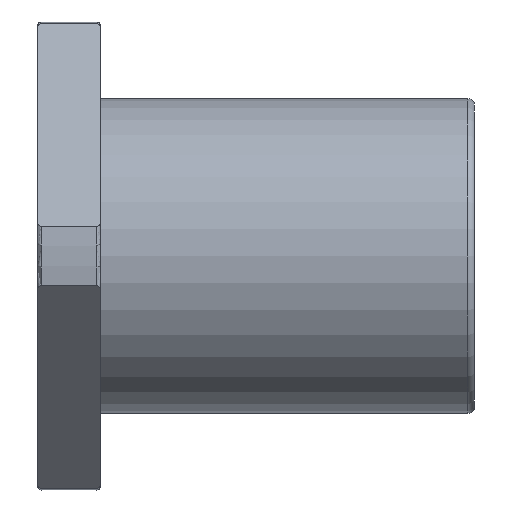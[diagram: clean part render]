
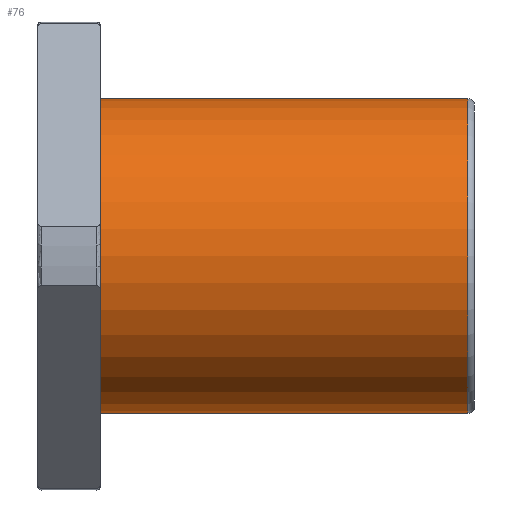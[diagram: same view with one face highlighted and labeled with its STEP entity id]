
A CAD part, front view. The second image highlights one B-rep face of the part: STEP entity #76.
In plain terms, the highlighted cylindrical face has radius 45 mm (diameter 90 mm), a full revolution.
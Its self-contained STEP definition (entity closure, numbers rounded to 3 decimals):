
#76 = ADVANCED_FACE( '', ( #176, #177 ), #178, .T. );
#176 = FACE_OUTER_BOUND( '', #319, .T. );
#177 = FACE_OUTER_BOUND( '', #320, .T. );
#178 = CYLINDRICAL_SURFACE( '', #321, 45. );
#319 = EDGE_LOOP( '', ( #495 ) );
#320 = EDGE_LOOP( '', ( #496 ) );
#321 = AXIS2_PLACEMENT_3D( '', #497, #498, #499 );
#495 = ORIENTED_EDGE( '', *, *, #753, .T. );
#496 = ORIENTED_EDGE( '', *, *, #754, .F. );
#497 = CARTESIAN_POINT( '', ( 125., 0., 0. ) );
#498 = DIRECTION( '', ( -1., 0., 0. ) );
#499 = DIRECTION( '', ( 0., 0., -1. ) );
#753 = EDGE_CURVE( '', #887, #887, #888, .T. );
#754 = EDGE_CURVE( '', #889, #889, #890, .T. );
#887 = VERTEX_POINT( '', #1160 );
#888 = CIRCLE( '', #1161, 45. );
#889 = VERTEX_POINT( '', #1162 );
#890 = CIRCLE( '', #1163, 45. );
#1160 = CARTESIAN_POINT( '', ( 18., 0., -45. ) );
#1161 = AXIS2_PLACEMENT_3D( '', #1380, #1381, #1382 );
#1162 = CARTESIAN_POINT( '', ( 123.125, 0., -45. ) );
#1163 = AXIS2_PLACEMENT_3D( '', #1383, #1384, #1385 );
#1380 = CARTESIAN_POINT( '', ( 18., 0., 0. ) );
#1381 = DIRECTION( '', ( 1., 0., 0. ) );
#1382 = DIRECTION( '', ( 0., 0., -1. ) );
#1383 = CARTESIAN_POINT( '', ( 123.125, 0., 0. ) );
#1384 = DIRECTION( '', ( 1., 0., 0. ) );
#1385 = DIRECTION( '', ( 0., 0., -1. ) );
